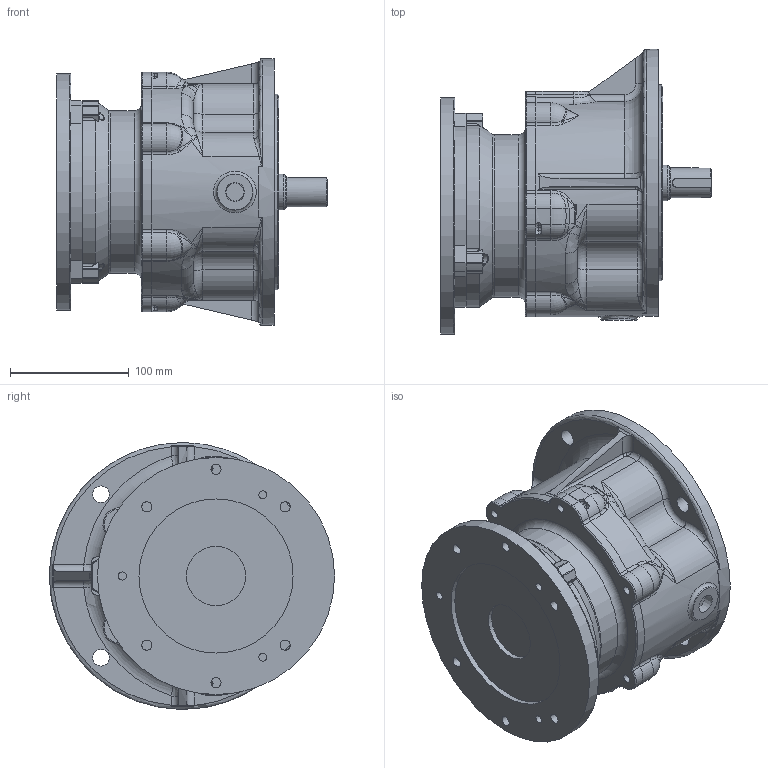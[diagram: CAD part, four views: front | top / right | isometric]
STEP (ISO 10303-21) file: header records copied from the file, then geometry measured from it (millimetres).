
FILE_DESCRIPTION (( 'STEP AP214' ), '1' );
FILE_NAME ('FN_FVI_0.4_R5.stp', '2022-06-23T00:24:56', ( 'Windows 餌辨濠' ), ( '' ), 'SwSTEP 2.0', 'SolidWorks 2021', '' );
FILE_SCHEMA (( 'AUTOMOTIVE_DESIGN' ));
Length unit declared in the file: millimetre
Products named in the file (1): FN_FVI_0.4_R5
Bounding box: 228.5 x 240.5 x 225 mm (x, y, z)
Volume: 4280694.3 mm3; surface area: 338826.6 mm2
Topology: 4 solids, 4 shells, 511 faces, 1288 edges, 772 vertices
Faces by surface type: cylinder 192, bspline 131, torus 94, plane 72, cone 18, sphere 4
Full cylindrical faces by diameter (mm): 4 x1, 5 x8, 6 x2, 6.8 x3, 7 x6, 8.5 x6, 9 x3, 14 x4, 25 x1, 30 x1, 50 x1, 130 x1, 137 x1, 165 x1, 200 x1, 225 x1
Entity records: 30792 total; most frequent: CARTESIAN_POINT 15992, ORIENTED_EDGE 2354, DIRECTION 2125, EDGE_CURVE 1177, AXIS2_PLACEMENT_3D 937, VERTEX_POINT 748, EDGE_LOOP 631, FACE_OUTER_BOUND 558
